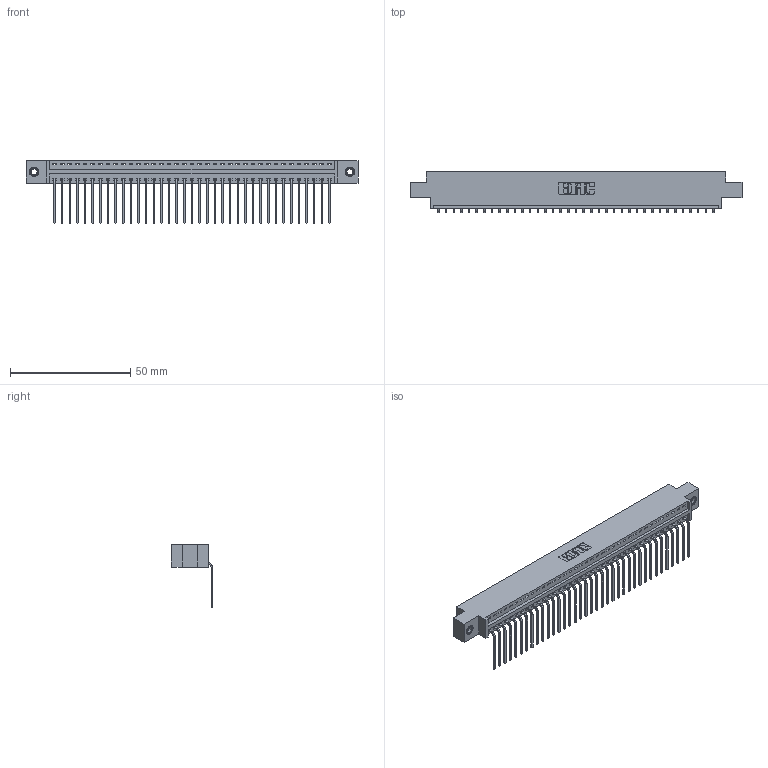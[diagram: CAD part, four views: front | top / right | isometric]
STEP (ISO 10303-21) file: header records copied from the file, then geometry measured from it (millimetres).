
FILE_DESCRIPTION (( 'STEP AP203' ), '1' );
FILE_NAME ('346-037-559-607.STEP', '2022-05-07T03:50:21', ( '' ), ( '' ), 'SwSTEP 2.0', 'SolidWorks 2020', '' );
FILE_SCHEMA (( 'CONFIG_CONTROL_DESIGN' ));
Length unit declared in the file: inch
Products named in the file (4): 345-250-001_345-250-005-103; 346-037-559-607; 346 Part_0.170 Offset - 0.156 Dia-TI; 345-292-001_558 559 Tail - 1
Assembly tree (40 placements, depth 2):
  346-037-559-607
    346 Part_0.170 Offset - 0.156 Dia-TI
    345-292-001_558 559 Tail - 1  x37
    345-250-001_345-250-005-103  x2
Bounding box: 138.05 x 17.08 x 26.16 mm (x, y, z)
Volume: 13135 mm3; surface area: 17293.6 mm2
Topology: 40 solids, 40 shells, 2406 faces, 7211 edges, 4750 vertices
Faces by surface type: plane 1666, cylinder 724, cone 12, torus 4
Entity records: 25038 total; most frequent: CARTESIAN_POINT 4278, ORIENTED_EDGE 4242, DIRECTION 3805, EDGE_CURVE 2121, VECTOR 1821, LINE 1821, VERTEX_POINT 1408, AXIS2_PLACEMENT_3D 992
